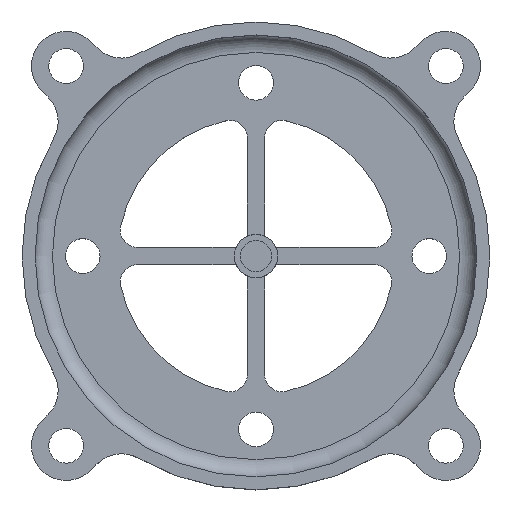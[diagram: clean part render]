
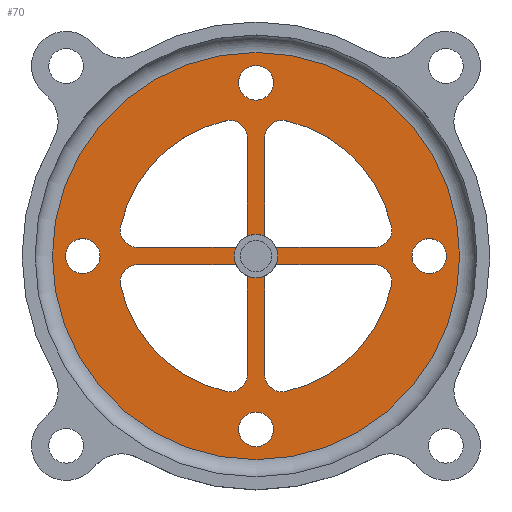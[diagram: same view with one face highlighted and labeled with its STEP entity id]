
A CAD part, top view. The second image highlights one B-rep face of the part: STEP entity #70.
In plain terms, the highlighted planar face has unit normal (0, 0, 1).
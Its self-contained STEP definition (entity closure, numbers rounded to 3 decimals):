
#70=ADVANCED_FACE('',(#315,#317,#319,#321,#323,#325),#327,.T.);
#315=FACE_BOUND('',#316,.T.);
#316=EDGE_LOOP('',(#777));
#317=FACE_BOUND('',#318,.T.);
#318=EDGE_LOOP('',(#778,#779,#780,#781,#782,#783,#784,#785,#786,#787,#788,#789,#790,
#791,#792,#793,#794,#795,#796,#797,#798,#799,#800,#801,#802));
#319=FACE_BOUND('',#320,.T.);
#320=EDGE_LOOP('',(#803));
#321=FACE_BOUND('',#322,.T.);
#322=EDGE_LOOP('',(#804));
#323=FACE_BOUND('',#324,.T.);
#324=EDGE_LOOP('',(#805));
#325=FACE_BOUND('',#326,.T.);
#326=EDGE_LOOP('',(#806));
#327=PLANE('',#328);
#328=AXIS2_PLACEMENT_3D('',#329,#330,#331);
#329=CARTESIAN_POINT('',(0.,0.,3.));
#330=DIRECTION('',(0.,0.,1.));
#331=DIRECTION('',(-1.,0.,0.));
#777=ORIENTED_EDGE('',*,*,#1051,.F.);
#778=ORIENTED_EDGE('',*,*,#1080,.F.);
#779=ORIENTED_EDGE('',*,*,#1081,.F.);
#780=ORIENTED_EDGE('',*,*,#1082,.T.);
#781=ORIENTED_EDGE('',*,*,#1083,.F.);
#782=ORIENTED_EDGE('',*,*,#1084,.T.);
#783=ORIENTED_EDGE('',*,*,#1085,.F.);
#784=ORIENTED_EDGE('',*,*,#1086,.T.);
#785=ORIENTED_EDGE('',*,*,#1087,.F.);
#786=ORIENTED_EDGE('',*,*,#1088,.T.);
#787=ORIENTED_EDGE('',*,*,#1089,.F.);
#788=ORIENTED_EDGE('',*,*,#1090,.T.);
#789=ORIENTED_EDGE('',*,*,#1091,.F.);
#790=ORIENTED_EDGE('',*,*,#1092,.T.);
#791=ORIENTED_EDGE('',*,*,#1093,.F.);
#792=ORIENTED_EDGE('',*,*,#1094,.T.);
#793=ORIENTED_EDGE('',*,*,#1095,.F.);
#794=ORIENTED_EDGE('',*,*,#1096,.T.);
#795=ORIENTED_EDGE('',*,*,#1097,.F.);
#796=ORIENTED_EDGE('',*,*,#1098,.T.);
#797=ORIENTED_EDGE('',*,*,#1099,.F.);
#798=ORIENTED_EDGE('',*,*,#1100,.T.);
#799=ORIENTED_EDGE('',*,*,#1101,.F.);
#800=ORIENTED_EDGE('',*,*,#1102,.T.);
#801=ORIENTED_EDGE('',*,*,#1103,.F.);
#802=ORIENTED_EDGE('',*,*,#1104,.T.);
#803=ORIENTED_EDGE('',*,*,#1105,.T.);
#804=ORIENTED_EDGE('',*,*,#1106,.T.);
#805=ORIENTED_EDGE('',*,*,#1107,.T.);
#806=ORIENTED_EDGE('',*,*,#1108,.T.);
#1051=EDGE_CURVE('',#1282,#1282,#1283,.F.);
#1080=EDGE_CURVE('',#1340,#1341,#1342,.T.);
#1081=EDGE_CURVE('',#1343,#1340,#1344,.T.);
#1082=EDGE_CURVE('',#1343,#1345,#1346,.T.);
#1083=EDGE_CURVE('',#1347,#1345,#1348,.F.);
#1084=EDGE_CURVE('',#1347,#1349,#1350,.F.);
#1085=EDGE_CURVE('',#1351,#1349,#1352,.F.);
#1086=EDGE_CURVE('',#1351,#1353,#1354,.T.);
#1087=EDGE_CURVE('',#1355,#1353,#1356,.T.);
#1088=EDGE_CURVE('',#1355,#1357,#1358,.T.);
#1089=EDGE_CURVE('',#1359,#1357,#1360,.F.);
#1090=EDGE_CURVE('',#1359,#1361,#1362,.F.);
#1091=EDGE_CURVE('',#1363,#1361,#1364,.F.);
#1092=EDGE_CURVE('',#1363,#1365,#1366,.T.);
#1093=EDGE_CURVE('',#1367,#1365,#1368,.T.);
#1094=EDGE_CURVE('',#1367,#1369,#1370,.T.);
#1095=EDGE_CURVE('',#1371,#1369,#1372,.F.);
#1096=EDGE_CURVE('',#1371,#1373,#1374,.F.);
#1097=EDGE_CURVE('',#1375,#1373,#1376,.F.);
#1098=EDGE_CURVE('',#1375,#1377,#1378,.T.);
#1099=EDGE_CURVE('',#1379,#1377,#1380,.T.);
#1100=EDGE_CURVE('',#1379,#1381,#1382,.T.);
#1101=EDGE_CURVE('',#1383,#1381,#1384,.F.);
#1102=EDGE_CURVE('',#1383,#1385,#1386,.F.);
#1103=EDGE_CURVE('',#1387,#1385,#1388,.F.);
#1104=EDGE_CURVE('',#1387,#1341,#1389,.T.);
#1105=EDGE_CURVE('',#1390,#1390,#1391,.F.);
#1106=EDGE_CURVE('',#1392,#1392,#1393,.F.);
#1107=EDGE_CURVE('',#1394,#1394,#1395,.F.);
#1108=EDGE_CURVE('',#1396,#1396,#1397,.F.);
#1282=VERTEX_POINT('',#1789);
#1283=CIRCLE('',#1790,23.5);
#1340=VERTEX_POINT('',#1926);
#1341=VERTEX_POINT('',#1927);
#1342=CIRCLE('',#1928,2.5);
#1343=VERTEX_POINT('',#1932);
#1344=CIRCLE('',#1933,2.5);
#1345=VERTEX_POINT('',#1937);
#1346=LINE('',#1938,#1939);
#1347=VERTEX_POINT('',#1941);
#1348=CIRCLE('',#1942,2.);
#1349=VERTEX_POINT('',#1946);
#1350=CIRCLE('',#1947,16.);
#1351=VERTEX_POINT('',#1951);
#1352=CIRCLE('',#1952,2.);
#1353=VERTEX_POINT('',#1956);
#1354=LINE('',#1957,#1958);
#1355=VERTEX_POINT('',#1960);
#1356=CIRCLE('',#1961,2.5);
#1357=VERTEX_POINT('',#1965);
#1358=LINE('',#1966,#1967);
#1359=VERTEX_POINT('',#1969);
#1360=CIRCLE('',#1970,2.);
#1361=VERTEX_POINT('',#1974);
#1362=CIRCLE('',#1975,16.);
#1363=VERTEX_POINT('',#1979);
#1364=CIRCLE('',#1980,2.);
#1365=VERTEX_POINT('',#1984);
#1366=LINE('',#1985,#1986);
#1367=VERTEX_POINT('',#1988);
#1368=CIRCLE('',#1989,2.5);
#1369=VERTEX_POINT('',#1993);
#1370=LINE('',#1994,#1995);
#1371=VERTEX_POINT('',#1997);
#1372=CIRCLE('',#1998,2.);
#1373=VERTEX_POINT('',#2002);
#1374=CIRCLE('',#2003,16.);
#1375=VERTEX_POINT('',#2007);
#1376=CIRCLE('',#2008,2.);
#1377=VERTEX_POINT('',#2012);
#1378=LINE('',#2013,#2014);
#1379=VERTEX_POINT('',#2016);
#1380=CIRCLE('',#2017,2.5);
#1381=VERTEX_POINT('',#2021);
#1382=LINE('',#2022,#2023);
#1383=VERTEX_POINT('',#2025);
#1384=CIRCLE('',#2026,2.);
#1385=VERTEX_POINT('',#2030);
#1386=CIRCLE('',#2031,16.);
#1387=VERTEX_POINT('',#2035);
#1388=CIRCLE('',#2036,2.);
#1389=LINE('',#2040,#2041);
#1390=VERTEX_POINT('',#2043);
#1391=CIRCLE('',#2044,2.);
#1392=VERTEX_POINT('',#2048);
#1393=CIRCLE('',#2049,2.);
#1394=VERTEX_POINT('',#2053);
#1395=CIRCLE('',#2054,2.);
#1396=VERTEX_POINT('',#2058);
#1397=CIRCLE('',#2059,2.);
#1789=CARTESIAN_POINT('',(-23.5,0.,3.));
#1790=AXIS2_PLACEMENT_3D('',#1791,#1792,#1793);
#1791=CARTESIAN_POINT('',(0.,0.,3.));
#1792=DIRECTION('',(0.,0.,1.));
#1793=DIRECTION('',(-1.,0.,0.));
#1926=CARTESIAN_POINT('',(-2.5,0.,3.));
#1927=CARTESIAN_POINT('',(-2.291,-1.,3.));
#1928=AXIS2_PLACEMENT_3D('',#1929,#1930,#1931);
#1929=CARTESIAN_POINT('',(0.,0.,3.));
#1930=DIRECTION('',(0.,0.,1.));
#1931=DIRECTION('',(-1.,0.,0.));
#1932=CARTESIAN_POINT('',(-2.291,1.,3.));
#1933=AXIS2_PLACEMENT_3D('',#1934,#1935,#1936);
#1934=CARTESIAN_POINT('',(0.,0.,3.));
#1935=DIRECTION('',(0.,0.,1.));
#1936=DIRECTION('',(-0.917,0.4,0.));
#1937=CARTESIAN_POINT('',(-13.675,1.,3.));
#1938=CARTESIAN_POINT('',(-2.291,1.,3.));
#1939=VECTOR('',#1940,1.);
#1940=DIRECTION('',(-1.,0.,0.));
#1941=CARTESIAN_POINT('',(-15.628,3.429,3.));
#1942=AXIS2_PLACEMENT_3D('',#1943,#1944,#1945);
#1943=CARTESIAN_POINT('',(-13.675,3.,3.));
#1944=DIRECTION('',(0.,0.,-1.));
#1945=DIRECTION('',(0.,-1.,0.));
#1946=CARTESIAN_POINT('',(-3.429,15.628,3.));
#1947=AXIS2_PLACEMENT_3D('',#1948,#1949,#1950);
#1948=CARTESIAN_POINT('',(0.,0.,3.));
#1949=DIRECTION('',(0.,0.,1.));
#1950=DIRECTION('',(-0.214,0.977,0.));
#1951=CARTESIAN_POINT('',(-1.,13.675,3.));
#1952=AXIS2_PLACEMENT_3D('',#1953,#1954,#1955);
#1953=CARTESIAN_POINT('',(-3.,13.675,3.));
#1954=DIRECTION('',(0.,0.,-1.));
#1955=DIRECTION('',(-0.214,0.977,0.));
#1956=CARTESIAN_POINT('',(-1.,2.291,3.));
#1957=CARTESIAN_POINT('',(-1.,13.675,3.));
#1958=VECTOR('',#1959,1.);
#1959=DIRECTION('',(0.,-1.,0.));
#1960=CARTESIAN_POINT('',(1.,2.291,3.));
#1961=AXIS2_PLACEMENT_3D('',#1962,#1963,#1964);
#1962=CARTESIAN_POINT('',(0.,0.,3.));
#1963=DIRECTION('',(0.,0.,1.));
#1964=DIRECTION('',(0.4,0.917,0.));
#1965=CARTESIAN_POINT('',(1.,13.675,3.));
#1966=CARTESIAN_POINT('',(1.,2.291,3.));
#1967=VECTOR('',#1968,1.);
#1968=DIRECTION('',(0.,1.,0.));
#1969=CARTESIAN_POINT('',(3.429,15.628,3.));
#1970=AXIS2_PLACEMENT_3D('',#1971,#1972,#1973);
#1971=CARTESIAN_POINT('',(3.,13.675,3.));
#1972=DIRECTION('',(0.,0.,-1.));
#1973=DIRECTION('',(-1.,0.,0.));
#1974=CARTESIAN_POINT('',(15.628,3.429,3.));
#1975=AXIS2_PLACEMENT_3D('',#1976,#1977,#1978);
#1976=CARTESIAN_POINT('',(0.,0.,3.));
#1977=DIRECTION('',(0.,0.,1.));
#1978=DIRECTION('',(0.977,0.214,0.));
#1979=CARTESIAN_POINT('',(13.675,1.,3.));
#1980=AXIS2_PLACEMENT_3D('',#1981,#1982,#1983);
#1981=CARTESIAN_POINT('',(13.675,3.,3.));
#1982=DIRECTION('',(0.,0.,-1.));
#1983=DIRECTION('',(0.977,0.214,0.));
#1984=CARTESIAN_POINT('',(2.291,1.,3.));
#1985=CARTESIAN_POINT('',(13.675,1.,3.));
#1986=VECTOR('',#1987,1.);
#1987=DIRECTION('',(-1.,0.,0.));
#1988=CARTESIAN_POINT('',(2.291,-1.,3.));
#1989=AXIS2_PLACEMENT_3D('',#1990,#1991,#1992);
#1990=CARTESIAN_POINT('',(0.,0.,3.));
#1991=DIRECTION('',(0.,0.,1.));
#1992=DIRECTION('',(0.917,-0.4,0.));
#1993=CARTESIAN_POINT('',(13.675,-1.,3.));
#1994=CARTESIAN_POINT('',(2.291,-1.,3.));
#1995=VECTOR('',#1996,1.);
#1996=DIRECTION('',(1.,0.,0.));
#1997=CARTESIAN_POINT('',(15.628,-3.429,3.));
#1998=AXIS2_PLACEMENT_3D('',#1999,#2000,#2001);
#1999=CARTESIAN_POINT('',(13.675,-3.,3.));
#2000=DIRECTION('',(0.,0.,-1.));
#2001=DIRECTION('',(0.,1.,0.));
#2002=CARTESIAN_POINT('',(3.429,-15.628,3.));
#2003=AXIS2_PLACEMENT_3D('',#2004,#2005,#2006);
#2004=CARTESIAN_POINT('',(0.,0.,3.));
#2005=DIRECTION('',(0.,0.,1.));
#2006=DIRECTION('',(0.214,-0.977,0.));
#2007=CARTESIAN_POINT('',(1.,-13.675,3.));
#2008=AXIS2_PLACEMENT_3D('',#2009,#2010,#2011);
#2009=CARTESIAN_POINT('',(3.,-13.675,3.));
#2010=DIRECTION('',(0.,0.,-1.));
#2011=DIRECTION('',(0.214,-0.977,0.));
#2012=CARTESIAN_POINT('',(1.,-2.291,3.));
#2013=CARTESIAN_POINT('',(1.,-13.675,3.));
#2014=VECTOR('',#2015,1.);
#2015=DIRECTION('',(0.,1.,0.));
#2016=CARTESIAN_POINT('',(-1.,-2.291,3.));
#2017=AXIS2_PLACEMENT_3D('',#2018,#2019,#2020);
#2018=CARTESIAN_POINT('',(0.,0.,3.));
#2019=DIRECTION('',(0.,0.,1.));
#2020=DIRECTION('',(-0.4,-0.917,0.));
#2021=CARTESIAN_POINT('',(-1.,-13.675,3.));
#2022=CARTESIAN_POINT('',(-1.,-2.291,3.));
#2023=VECTOR('',#2024,1.);
#2024=DIRECTION('',(0.,-1.,0.));
#2025=CARTESIAN_POINT('',(-3.429,-15.628,3.));
#2026=AXIS2_PLACEMENT_3D('',#2027,#2028,#2029);
#2027=CARTESIAN_POINT('',(-3.,-13.675,3.));
#2028=DIRECTION('',(0.,0.,-1.));
#2029=DIRECTION('',(1.,0.,0.));
#2030=CARTESIAN_POINT('',(-15.628,-3.429,3.));
#2031=AXIS2_PLACEMENT_3D('',#2032,#2033,#2034);
#2032=CARTESIAN_POINT('',(0.,0.,3.));
#2033=DIRECTION('',(0.,0.,1.));
#2034=DIRECTION('',(-0.977,-0.214,0.));
#2035=CARTESIAN_POINT('',(-13.675,-1.,3.));
#2036=AXIS2_PLACEMENT_3D('',#2037,#2038,#2039);
#2037=CARTESIAN_POINT('',(-13.675,-3.,3.));
#2038=DIRECTION('',(0.,0.,-1.));
#2039=DIRECTION('',(-0.977,-0.214,0.));
#2040=CARTESIAN_POINT('',(-13.675,-1.,3.));
#2041=VECTOR('',#2042,1.);
#2042=DIRECTION('',(1.,0.,0.));
#2043=CARTESIAN_POINT('',(-2.,20.,3.));
#2044=AXIS2_PLACEMENT_3D('',#2045,#2046,#2047);
#2045=CARTESIAN_POINT('',(0.,20.,3.));
#2046=DIRECTION('',(0.,0.,1.));
#2047=DIRECTION('',(-1.,0.,0.));
#2048=CARTESIAN_POINT('',(-22.,0.,3.));
#2049=AXIS2_PLACEMENT_3D('',#2050,#2051,#2052);
#2050=CARTESIAN_POINT('',(-20.,0.,3.));
#2051=DIRECTION('',(0.,0.,1.));
#2052=DIRECTION('',(-1.,0.,0.));
#2053=CARTESIAN_POINT('',(-2.,-20.,3.));
#2054=AXIS2_PLACEMENT_3D('',#2055,#2056,#2057);
#2055=CARTESIAN_POINT('',(0.,-20.,3.));
#2056=DIRECTION('',(0.,0.,1.));
#2057=DIRECTION('',(-1.,0.,0.));
#2058=CARTESIAN_POINT('',(18.,0.,3.));
#2059=AXIS2_PLACEMENT_3D('',#2060,#2061,#2062);
#2060=CARTESIAN_POINT('',(20.,0.,3.));
#2061=DIRECTION('',(0.,0.,1.));
#2062=DIRECTION('',(-1.,0.,0.));
